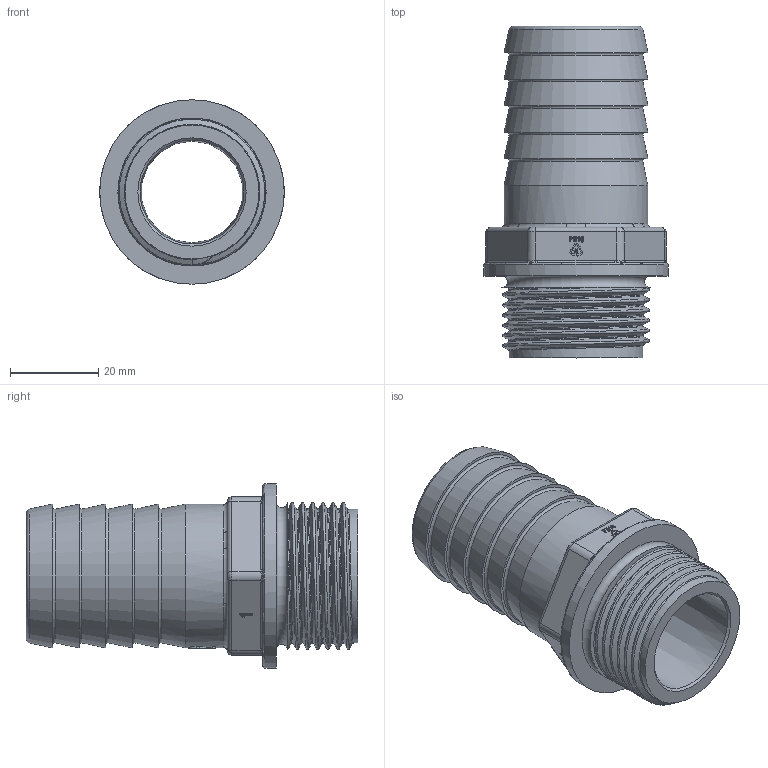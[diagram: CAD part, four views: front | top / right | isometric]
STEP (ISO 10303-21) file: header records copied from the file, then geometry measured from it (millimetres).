
FILE_DESCRIPTION(/* description */ (''),/* implementation_level */ '2;1');
FILE_NAME(/* name */ '外螺纹1x32.stp',/* time_stamp */ '2025-07-08T01:28:41+08:00',/* author */ (''),/* organization */ (''),/* preprocessor_version */ 'ST-DEVELOPER v16.7',/* originating_system */ 'SIEMENS PLM Software NX 12.0',/* authorisation */ '');
FILE_SCHEMA (('AUTOMOTIVE_DESIGN { 1 0 10303 214 3 1 1 1 }'));
Length unit declared in the file: millimetre
Products named in the file (1): Admi7C18C5381hrm
Bounding box: 41.7 x 75 x 41.7 mm (x, y, z)
Surface area: 16388.1 mm2 (no closed solid volume)
Topology: 0 solids, 1 shells, 586 faces, 1613 edges, 1059 vertices
Faces by surface type: plane 375, extrusion 91, bspline 57, cylinder 31, torus 22, cone 10
Full cylindrical faces by diameter (mm): 1.345 x1, 2.03 x1, 30.291 x1, 32.5 x1, 41.7 x1
Entity records: 24130 total; most frequent: CARTESIAN_POINT 9559, ORIENTED_EDGE 3180, DIRECTION 2322, EDGE_CURVE 1590, VECTOR 1110, VERTEX_POINT 1057, LINE 1019, EDGE_LOOP 639
